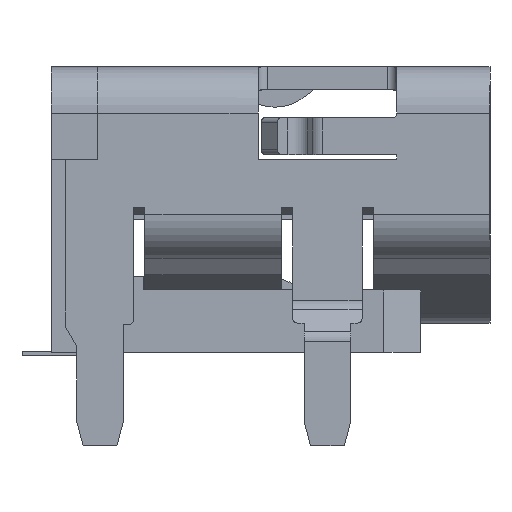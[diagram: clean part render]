
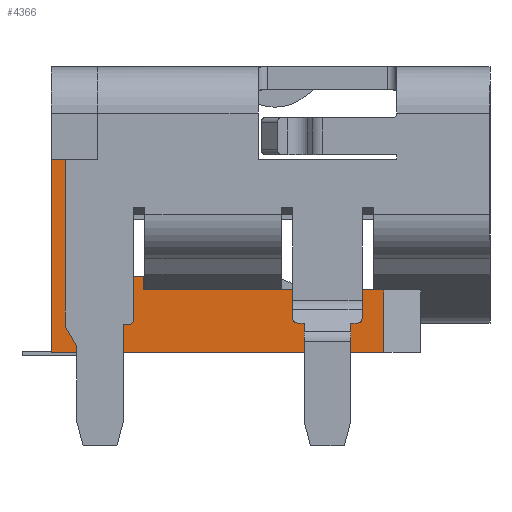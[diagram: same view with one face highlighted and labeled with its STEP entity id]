
A CAD part, left-side view. The second image highlights one B-rep face of the part: STEP entity #4366.
In plain terms, the highlighted planar face has unit normal (-1, 0, 0).
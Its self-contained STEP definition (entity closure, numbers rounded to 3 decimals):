
#3287 = VERTEX_POINT('',#3288);
#3288 = CARTESIAN_POINT('',(-7.,3.012,
    0.12));
#3294 = EDGE_CURVE('',#3295,#3287,#3297,.T.);
#3295 = VERTEX_POINT('',#3296);
#3296 = CARTESIAN_POINT('',(-7.,3.012,
    4.3));
#3297 = LINE('',#3298,#3299);
#3298 = CARTESIAN_POINT('',(-7.,3.012,
    4.3));
#3299 = VECTOR('',#3300,1.);
#3300 = DIRECTION('',(0.,0.,-1.));
#3616 = VERTEX_POINT('',#3617);
#3617 = CARTESIAN_POINT('',(-7.,1.012,
    1.76));
#3623 = EDGE_CURVE('',#3616,#3624,#3626,.T.);
#3624 = VERTEX_POINT('',#3625);
#3625 = CARTESIAN_POINT('',(-7.,1.012,
    1.469));
#3626 = LINE('',#3627,#3628);
#3627 = CARTESIAN_POINT('',(-7.,1.012,
    0.12));
#3628 = VECTOR('',#3629,1.);
#3629 = DIRECTION('',(-0.,-0.,-1.));
#3741 = VERTEX_POINT('',#3742);
#3742 = CARTESIAN_POINT('',(-7.,2.012,1.76)
  );
#3776 = VERTEX_POINT('',#3777);
#3777 = CARTESIAN_POINT('',(-7.,2.012,4.3)
  );
#3783 = EDGE_CURVE('',#3741,#3776,#3784,.T.);
#3784 = LINE('',#3785,#3786);
#3785 = CARTESIAN_POINT('',(-7.,2.012,4.3)
  );
#3786 = VECTOR('',#3787,1.);
#3787 = DIRECTION('',(0.,0.,1.));
#4222 = VERTEX_POINT('',#4223);
#4223 = CARTESIAN_POINT('',(-7.,-4.188,
    0.12));
#4229 = EDGE_CURVE('',#4222,#3287,#4230,.T.);
#4230 = LINE('',#4231,#4232);
#4231 = CARTESIAN_POINT('',(-7.,1.012,
    0.12));
#4232 = VECTOR('',#4233,1.);
#4233 = DIRECTION('',(0.,1.,0.));
#4366 = ADVANCED_FACE('',(#4367),#4399,.F.);
#4367 = FACE_BOUND('',#4368,.T.);
#4368 = EDGE_LOOP('',(#4369,#4370,#4378,#4384,#4385,#4391,#4392,#4398));
#4369 = ORIENTED_EDGE('',*,*,#4229,.F.);
#4370 = ORIENTED_EDGE('',*,*,#4371,.T.);
#4371 = EDGE_CURVE('',#4222,#4372,#4374,.T.);
#4372 = VERTEX_POINT('',#4373);
#4373 = CARTESIAN_POINT('',(-7.,-4.188,
    1.469));
#4374 = LINE('',#4375,#4376);
#4375 = CARTESIAN_POINT('',(-7.,-4.188,
    4.3));
#4376 = VECTOR('',#4377,1.);
#4377 = DIRECTION('',(0.,0.,1.));
#4378 = ORIENTED_EDGE('',*,*,#4379,.T.);
#4379 = EDGE_CURVE('',#4372,#3624,#4380,.T.);
#4380 = LINE('',#4381,#4382);
#4381 = CARTESIAN_POINT('',(-7.,-4.988,
    1.469));
#4382 = VECTOR('',#4383,1.);
#4383 = DIRECTION('',(0.,1.,0.));
#4384 = ORIENTED_EDGE('',*,*,#3623,.F.);
#4385 = ORIENTED_EDGE('',*,*,#4386,.T.);
#4386 = EDGE_CURVE('',#3616,#3741,#4387,.T.);
#4387 = LINE('',#4388,#4389);
#4388 = CARTESIAN_POINT('',(-7.,1.012,
    1.76));
#4389 = VECTOR('',#4390,1.);
#4390 = DIRECTION('',(0.,1.,0.));
#4391 = ORIENTED_EDGE('',*,*,#3783,.T.);
#4392 = ORIENTED_EDGE('',*,*,#4393,.T.);
#4393 = EDGE_CURVE('',#3776,#3295,#4394,.T.);
#4394 = LINE('',#4395,#4396);
#4395 = CARTESIAN_POINT('',(-7.,1.012,
    4.3));
#4396 = VECTOR('',#4397,1.);
#4397 = DIRECTION('',(0.,1.,0.));
#4398 = ORIENTED_EDGE('',*,*,#3294,.T.);
#4399 = PLANE('',#4400);
#4400 = AXIS2_PLACEMENT_3D('',#4401,#4402,#4403);
#4401 = CARTESIAN_POINT('',(-7.,1.012,
    4.3));
#4402 = DIRECTION('',(1.,0.,0.));
#4403 = DIRECTION('',(0.,0.,-1.));
